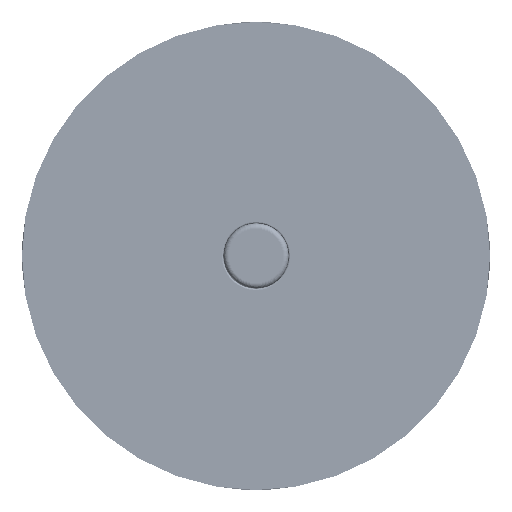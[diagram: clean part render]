
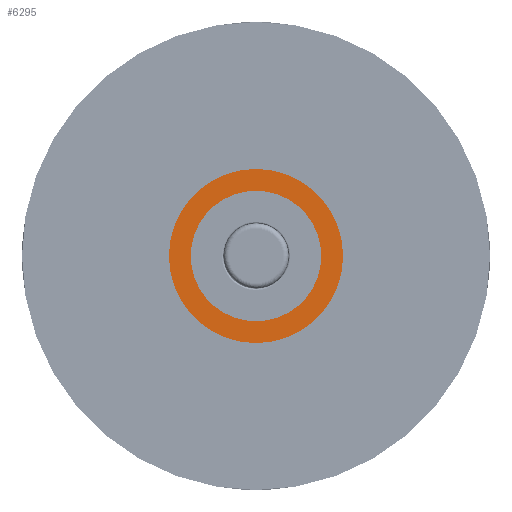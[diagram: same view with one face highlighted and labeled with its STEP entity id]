
A CAD part, left-side view. The second image highlights one B-rep face of the part: STEP entity #6295.
In plain terms, the highlighted planar face has unit normal (-1, 0, 0).
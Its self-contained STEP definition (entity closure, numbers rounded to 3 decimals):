
#1897 = VERTEX_POINT ( 'NONE', #7450 ) ;
#4875 = VERTEX_POINT ( 'NONE', #91545 ) ;
#6295 = ADVANCED_FACE ( 'NONE', ( #49896, #41085 ), #98654, .T. ) ;
#7450 = CARTESIAN_POINT ( 'NONE',  ( -2.7, 0., 8. ) ) ;
#9876 = DIRECTION ( 'NONE',  ( -1., 0., 0. ) ) ;
#10356 = AXIS2_PLACEMENT_3D ( 'NONE', #57007, #66855, #14919 ) ;
#13233 = CARTESIAN_POINT ( 'NONE',  ( -2.7, 0., 0. ) ) ;
#13436 = ORIENTED_EDGE ( 'NONE', *, *, #60207, .F. ) ;
#14590 = AXIS2_PLACEMENT_3D ( 'NONE', #24591, #9876, #91451 ) ;
#14919 = DIRECTION ( 'NONE',  ( 0., 0., 1. ) ) ;
#15484 = CARTESIAN_POINT ( 'NONE',  ( -2.7, 0., 0. ) ) ;
#20082 = AXIS2_PLACEMENT_3D ( 'NONE', #13233, #71752, #88767 ) ;
#23135 = ORIENTED_EDGE ( 'NONE', *, *, #39341, .T. ) ;
#23235 = EDGE_LOOP ( 'NONE', ( #23135, #106204 ) ) ;
#24159 = DIRECTION ( 'NONE',  ( 0., 0., 1. ) ) ;
#24591 = CARTESIAN_POINT ( 'NONE',  ( -2.7, 0., 0. ) ) ;
#29587 = EDGE_CURVE ( 'NONE', #1897, #60485, #56430, .T. ) ;
#35683 = CIRCLE ( 'NONE', #20082, 8. ) ;
#39341 = EDGE_CURVE ( 'NONE', #60485, #1897, #35683, .T. ) ;
#40687 = CARTESIAN_POINT ( 'NONE',  ( -2.7, 0., 0. ) ) ;
#41085 = FACE_OUTER_BOUND ( 'NONE', #23235, .T. ) ;
#41242 = DIRECTION ( 'NONE',  ( 0., 0., 1. ) ) ;
#49896 = FACE_BOUND ( 'NONE', #107266, .T. ) ;
#50402 = AXIS2_PLACEMENT_3D ( 'NONE', #40687, #82931, #41242 ) ;
#51520 = VERTEX_POINT ( 'NONE', #107766 ) ;
#54032 = ORIENTED_EDGE ( 'NONE', *, *, #63737, .F. ) ;
#56430 = CIRCLE ( 'NONE', #14590, 8. ) ;
#57007 = CARTESIAN_POINT ( 'NONE',  ( -2.7, 0., 0. ) ) ;
#60207 = EDGE_CURVE ( 'NONE', #4875, #51520, #90772, .T. ) ;
#60485 = VERTEX_POINT ( 'NONE', #85449 ) ;
#63737 = EDGE_CURVE ( 'NONE', #51520, #4875, #90715, .T. ) ;
#66855 = DIRECTION ( 'NONE',  ( -1., 0., 0. ) ) ;
#71752 = DIRECTION ( 'NONE',  ( -1., 0., 0. ) ) ;
#82931 = DIRECTION ( 'NONE',  ( -1., 0., 0. ) ) ;
#85449 = CARTESIAN_POINT ( 'NONE',  ( -2.7, 0., -8. ) ) ;
#88767 = DIRECTION ( 'NONE',  ( 0., 0., 1. ) ) ;
#90715 = CIRCLE ( 'NONE', #50402, 6. ) ;
#90772 = CIRCLE ( 'NONE', #10356, 6. ) ;
#91451 = DIRECTION ( 'NONE',  ( 0., 0., 1. ) ) ;
#91545 = CARTESIAN_POINT ( 'NONE',  ( -2.7, 0., -6. ) ) ;
#98654 = PLANE ( 'NONE',  #105719 ) ;
#99195 = DIRECTION ( 'NONE',  ( -1., 0., 0. ) ) ;
#105719 = AXIS2_PLACEMENT_3D ( 'NONE', #15484, #99195, #24159 ) ;
#106204 = ORIENTED_EDGE ( 'NONE', *, *, #29587, .T. ) ;
#107266 = EDGE_LOOP ( 'NONE', ( #54032, #13436 ) ) ;
#107766 = CARTESIAN_POINT ( 'NONE',  ( -2.7, 0., 6. ) ) ;
